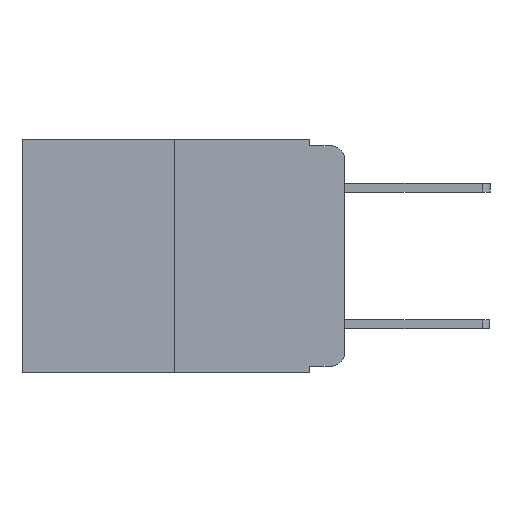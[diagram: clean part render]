
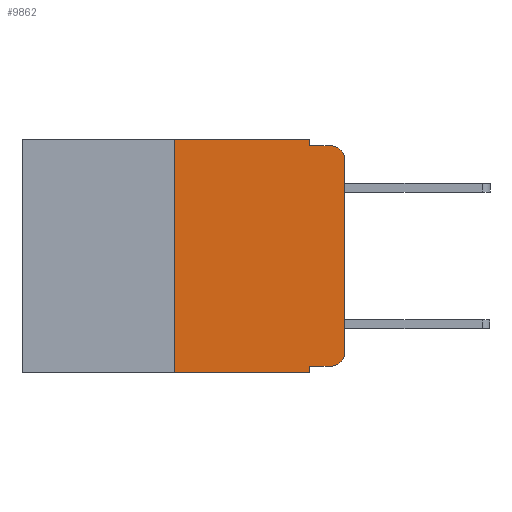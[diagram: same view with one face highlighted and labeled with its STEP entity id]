
A CAD part, left-side view. The second image highlights one B-rep face of the part: STEP entity #9862.
In plain terms, the highlighted planar face has unit normal (-1, 0, 0).
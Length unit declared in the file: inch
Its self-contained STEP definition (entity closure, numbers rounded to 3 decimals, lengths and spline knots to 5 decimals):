
#2 = DIRECTION ( 'NONE',  ( 0., -1., 0. ) ) ;
#338 = LINE ( 'NONE', #21326, #13735 ) ;
#352 = CARTESIAN_POINT ( 'NONE',  ( 0., 0.051, -0.01 ) ) ;
#848 = VERTEX_POINT ( 'NONE', #4959 ) ;
#996 = CARTESIAN_POINT ( 'NONE',  ( 0., 0.473, 0. ) ) ;
#1105 = EDGE_CURVE ( 'NONE', #15132, #15236, #338, .T. ) ;
#1140 = CARTESIAN_POINT ( 'NONE',  ( 0., 0., -0.313 ) ) ;
#1235 = CARTESIAN_POINT ( 'NONE',  ( 0., 0.25, 0. ) ) ;
#1353 = DIRECTION ( 'NONE',  ( -1., 0., 0. ) ) ;
#2424 = AXIS2_PLACEMENT_3D ( 'NONE', #6875, #18891, #8609 ) ;
#3090 = DIRECTION ( 'NONE',  ( 0., 0., -1. ) ) ;
#3629 = CARTESIAN_POINT ( 'NONE',  ( 0., 0.051, -0.343 ) ) ;
#3777 = DIRECTION ( 'NONE',  ( 0., -1., 0. ) ) ;
#4331 = VECTOR ( 'NONE', #11335, 39.37008 ) ;
#4599 = DIRECTION ( 'NONE',  ( 0., 0., -1. ) ) ;
#4677 = LINE ( 'NONE', #16722, #13312 ) ;
#4959 = CARTESIAN_POINT ( 'NONE',  ( 0., 0.02, -0.01 ) ) ;
#5026 = CARTESIAN_POINT ( 'NONE',  ( 0., 0., -0.03 ) ) ;
#5049 = LINE ( 'NONE', #13631, #8572 ) ;
#5260 = CARTESIAN_POINT ( 'NONE',  ( 0., 0.25, -0.343 ) ) ;
#6205 = VECTOR ( 'NONE', #3090, 39.37008 ) ;
#6385 = DIRECTION ( 'NONE',  ( 0., -1., 0. ) ) ;
#6400 = EDGE_CURVE ( 'NONE', #15998, #6693, #4677, .T. ) ;
#6542 = ORIENTED_EDGE ( 'NONE', *, *, #15375, .T. ) ;
#6693 = VERTEX_POINT ( 'NONE', #3629 ) ;
#6875 = CARTESIAN_POINT ( 'NONE',  ( 0., 0.02, -0.313 ) ) ;
#7235 = FACE_OUTER_BOUND ( 'NONE', #17126, .T. ) ;
#7445 = LINE ( 'NONE', #15964, #15518 ) ;
#7734 = AXIS2_PLACEMENT_3D ( 'NONE', #11802, #1353, #13550 ) ;
#7870 = CARTESIAN_POINT ( 'NONE',  ( 0., 0.051, -0.333 ) ) ;
#8572 = VECTOR ( 'NONE', #11967, 39.37008 ) ;
#8609 = DIRECTION ( 'NONE',  ( 0., 0., -1. ) ) ;
#9628 = CARTESIAN_POINT ( 'NONE',  ( 0., 0.051, -0.01 ) ) ;
#9862 = ADVANCED_FACE ( 'NONE', ( #7235 ), #19991, .F. ) ;
#9966 = EDGE_CURVE ( 'NONE', #15998, #15638, #18781, .T. ) ;
#10178 = VECTOR ( 'NONE', #15161, 39.37008 ) ;
#10575 = CIRCLE ( 'NONE', #7734, 0.02 ) ;
#10660 = CARTESIAN_POINT ( 'NONE',  ( 0., 0.473, 0. ) ) ;
#11335 = DIRECTION ( 'NONE',  ( 0., -1., 0. ) ) ;
#11338 = EDGE_CURVE ( 'NONE', #15638, #18054, #19064, .T. ) ;
#11802 = CARTESIAN_POINT ( 'NONE',  ( 0., 0.02, -0.03 ) ) ;
#11907 = VERTEX_POINT ( 'NONE', #352 ) ;
#11967 = DIRECTION ( 'NONE',  ( 0., 0., 1. ) ) ;
#12193 = CIRCLE ( 'NONE', #2424, 0.02 ) ;
#12647 = CARTESIAN_POINT ( 'NONE',  ( 0., 0.25, 0. ) ) ;
#13123 = EDGE_CURVE ( 'NONE', #15132, #6693, #7445, .T. ) ;
#13312 = VECTOR ( 'NONE', #6385, 39.37008 ) ;
#13500 = LINE ( 'NONE', #9628, #4331 ) ;
#13550 = DIRECTION ( 'NONE',  ( 0., 0., -1. ) ) ;
#13631 = CARTESIAN_POINT ( 'NONE',  ( 0., 0., 0. ) ) ;
#13735 = VECTOR ( 'NONE', #2, 39.37008 ) ;
#14458 = ORIENTED_EDGE ( 'NONE', *, *, #15886, .T. ) ;
#14511 = VECTOR ( 'NONE', #3777, 39.37008 ) ;
#14932 = DIRECTION ( 'NONE',  ( 1., 0., 0. ) ) ;
#15132 = VERTEX_POINT ( 'NONE', #7870 ) ;
#15161 = DIRECTION ( 'NONE',  ( 0., 0., 1. ) ) ;
#15236 = VERTEX_POINT ( 'NONE', #18515 ) ;
#15371 = LINE ( 'NONE', #21891, #6205 ) ;
#15375 = EDGE_CURVE ( 'NONE', #15236, #17673, #12193, .T. ) ;
#15407 = ORIENTED_EDGE ( 'NONE', *, *, #21807, .T. ) ;
#15518 = VECTOR ( 'NONE', #17678, 39.37008 ) ;
#15603 = ORIENTED_EDGE ( 'NONE', *, *, #20477, .F. ) ;
#15627 = ORIENTED_EDGE ( 'NONE', *, *, #11338, .F. ) ;
#15638 = VERTEX_POINT ( 'NONE', #12647 ) ;
#15886 = EDGE_CURVE ( 'NONE', #15926, #848, #10575, .T. ) ;
#15926 = VERTEX_POINT ( 'NONE', #5026 ) ;
#15964 = CARTESIAN_POINT ( 'NONE',  ( 0., 0.051, 0. ) ) ;
#15998 = VERTEX_POINT ( 'NONE', #5260 ) ;
#16243 = ORIENTED_EDGE ( 'NONE', *, *, #16352, .F. ) ;
#16352 = EDGE_CURVE ( 'NONE', #11907, #848, #13500, .T. ) ;
#16722 = CARTESIAN_POINT ( 'NONE',  ( 0., 0.473, -0.343 ) ) ;
#17126 = EDGE_LOOP ( 'NONE', ( #15407, #14458, #16243, #15603, #15627, #19369, #20502, #20902, #21760, #6542 ) ) ;
#17673 = VERTEX_POINT ( 'NONE', #1140 ) ;
#17678 = DIRECTION ( 'NONE',  ( 0., 0., -1. ) ) ;
#18054 = VERTEX_POINT ( 'NONE', #21180 ) ;
#18515 = CARTESIAN_POINT ( 'NONE',  ( 0., 0.02, -0.333 ) ) ;
#18781 = LINE ( 'NONE', #1235, #10178 ) ;
#18891 = DIRECTION ( 'NONE',  ( -1., 0., 0. ) ) ;
#19064 = LINE ( 'NONE', #10660, #14511 ) ;
#19369 = ORIENTED_EDGE ( 'NONE', *, *, #9966, .F. ) ;
#19991 = PLANE ( 'NONE',  #20932 ) ;
#20477 = EDGE_CURVE ( 'NONE', #18054, #11907, #15371, .T. ) ;
#20502 = ORIENTED_EDGE ( 'NONE', *, *, #6400, .T. ) ;
#20902 = ORIENTED_EDGE ( 'NONE', *, *, #13123, .F. ) ;
#20932 = AXIS2_PLACEMENT_3D ( 'NONE', #996, #14932, #4599 ) ;
#21180 = CARTESIAN_POINT ( 'NONE',  ( 0., 0.051, 0. ) ) ;
#21326 = CARTESIAN_POINT ( 'NONE',  ( 0., 0.051, -0.333 ) ) ;
#21760 = ORIENTED_EDGE ( 'NONE', *, *, #1105, .T. ) ;
#21807 = EDGE_CURVE ( 'NONE', #17673, #15926, #5049, .T. ) ;
#21891 = CARTESIAN_POINT ( 'NONE',  ( 0., 0.051, 0. ) ) ;
